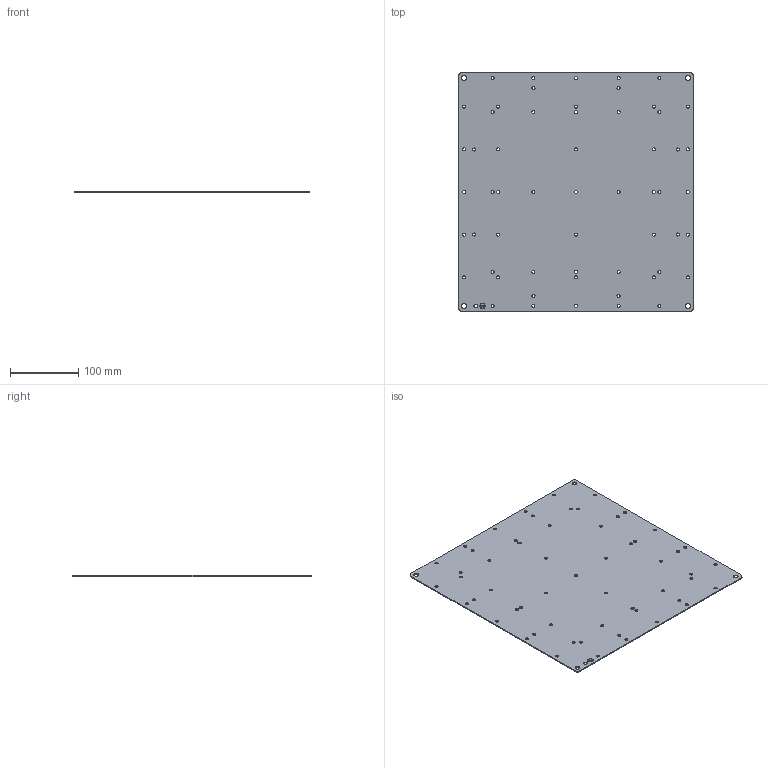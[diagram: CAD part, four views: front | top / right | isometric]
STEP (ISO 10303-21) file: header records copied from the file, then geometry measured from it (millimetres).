
FILE_DESCRIPTION(('CATIA V5 STEP Exchange','CAx-IF Rec.Pracs.--- Model Styling and Organization---1.4--- 2014-01-23'),'2;1');
FILE_NAME ('1877173-3_0_8000115915_8000115915_KTB_MOPL_4040_MSZN_H.stp','2023-05-15T07:35:28+00:00',('none'),('Weidmueller'),'CATIA Version 5-6 Release 2016 SP3 HF44','CATIA V5 STEP AP214','none');
FILE_SCHEMA(('AUTOMOTIVE_DESIGN { 1 0 10303 214 1 1 1 1 }'));
Length unit declared in the file: millimetre
Products named in the file (1): 8000115915_KTB_MOPL_4040_MSZN_H
Bounding box: 345 x 351 x 1.5 mm (x, y, z)
Volume: 179964.2 mm3; surface area: 243410.1 mm2
Topology: 1 solids, 1 shells, 159 faces, 456 edges, 304 vertices
Faces by surface type: cylinder 132, plane 27
Entity records: 5561 total; most frequent: CARTESIAN_POINT 964, ORIENTED_EDGE 912, DIRECTION 770, EDGE_CURVE 456, AXIS2_PLACEMENT_3D 420, VERTEX_POINT 304, EDGE_LOOP 288, CIRCLE 260
